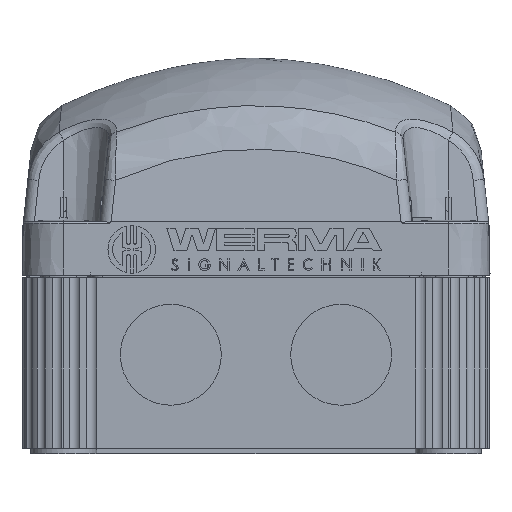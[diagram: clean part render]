
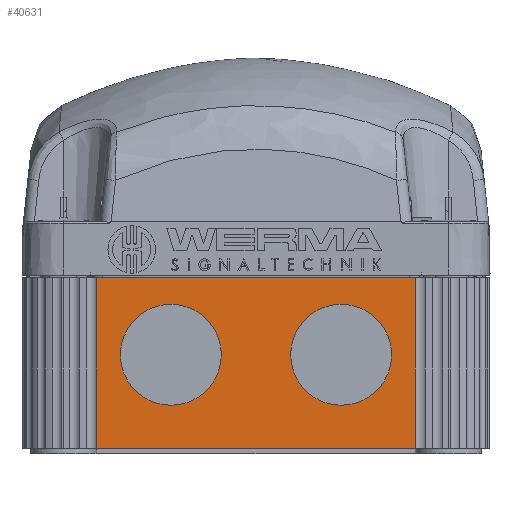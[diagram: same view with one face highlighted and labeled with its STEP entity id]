
A CAD part, front view. The second image highlights one B-rep face of the part: STEP entity #40631.
In plain terms, the highlighted planar face has unit normal (0, -1, 0).
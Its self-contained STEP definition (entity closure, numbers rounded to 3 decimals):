
#131=FACE_BOUND('',#5093,.T.);
#132=FACE_BOUND('',#5094,.T.);
#918=PLANE('',#43376);
#2923=FACE_OUTER_BOUND('',#5092,.T.);
#5092=EDGE_LOOP('',(#28719,#28720,#28721,#28722));
#5093=EDGE_LOOP('',(#28723,#28724));
#5094=EDGE_LOOP('',(#28725,#28726));
#7630=LINE('',#61082,#11639);
#7647=LINE('',#61157,#11656);
#7702=LINE('',#61350,#11711);
#7703=LINE('',#61351,#11712);
#11639=VECTOR('',#48320,31.);
#11656=VECTOR('',#48387,31.);
#11711=VECTOR('',#48598,57.987);
#11712=VECTOR('',#48599,57.987);
#15584=CIRCLE('',#43377,9.188);
#15585=CIRCLE('',#43378,9.188);
#15586=CIRCLE('',#43379,9.188);
#15587=CIRCLE('',#43380,9.188);
#17378=VERTEX_POINT('',#61078);
#17380=VERTEX_POINT('',#61081);
#17411=VERTEX_POINT('',#61151);
#17413=VERTEX_POINT('',#61155);
#17474=VERTEX_POINT('',#61352);
#17475=VERTEX_POINT('',#61353);
#17476=VERTEX_POINT('',#61356);
#17477=VERTEX_POINT('',#61357);
#21710=EDGE_CURVE('',#17380,#17378,#7630,.T.);
#21744=EDGE_CURVE('',#17411,#17413,#7647,.T.);
#21843=EDGE_CURVE('',#17380,#17413,#7702,.T.);
#21844=EDGE_CURVE('',#17378,#17411,#7703,.T.);
#21845=EDGE_CURVE('',#17474,#17475,#15584,.T.);
#21846=EDGE_CURVE('',#17475,#17474,#15585,.T.);
#21847=EDGE_CURVE('',#17476,#17477,#15586,.T.);
#21848=EDGE_CURVE('',#17477,#17476,#15587,.T.);
#28719=ORIENTED_EDGE('',*,*,#21744,.T.);
#28720=ORIENTED_EDGE('',*,*,#21843,.F.);
#28721=ORIENTED_EDGE('',*,*,#21710,.T.);
#28722=ORIENTED_EDGE('',*,*,#21844,.T.);
#28723=ORIENTED_EDGE('',*,*,#21845,.T.);
#28724=ORIENTED_EDGE('',*,*,#21846,.T.);
#28725=ORIENTED_EDGE('',*,*,#21847,.T.);
#28726=ORIENTED_EDGE('',*,*,#21848,.T.);
#40631=ADVANCED_FACE('',(#2923,#131,#132),#918,.F.);
#43376=AXIS2_PLACEMENT_3D('',#61349,#48596,#48597);
#43377=AXIS2_PLACEMENT_3D('',#61354,#48600,#48601);
#43378=AXIS2_PLACEMENT_3D('',#61355,#48602,#48603);
#43379=AXIS2_PLACEMENT_3D('',#61358,#48604,#48605);
#43380=AXIS2_PLACEMENT_3D('',#61359,#48606,#48607);
#48320=DIRECTION('',(0.,0.,-1.));
#48387=DIRECTION('',(0.,0.,1.));
#48596=DIRECTION('center_axis',(0.,1.,0.));
#48597=DIRECTION('ref_axis',(0.,0.,
1.));
#48598=DIRECTION('',(1.,0.,0.));
#48599=DIRECTION('',(1.,0.,0.));
#48600=DIRECTION('center_axis',(0.,1.,0.));
#48601=DIRECTION('ref_axis',(1.,0.,0.));
#48602=DIRECTION('center_axis',(0.,1.,0.));
#48603=DIRECTION('ref_axis',(1.,0.,0.));
#48604=DIRECTION('center_axis',(0.,1.,0.));
#48605=DIRECTION('ref_axis',(1.,0.,0.));
#48606=DIRECTION('center_axis',(0.,1.,0.));
#48607=DIRECTION('ref_axis',(1.,0.,0.));
#61078=CARTESIAN_POINT('',(-28.993,-42.5,-18.9));
#61081=CARTESIAN_POINT('',(-28.993,-42.5,12.1));
#61082=CARTESIAN_POINT('',(-28.993,-42.5,12.1));
#61151=CARTESIAN_POINT('',(28.993,-42.5,-18.9));
#61155=CARTESIAN_POINT('',(28.993,-42.5,12.1));
#61157=CARTESIAN_POINT('',(28.993,-42.5,-18.9));
#61349=CARTESIAN_POINT('Origin',(-35.,-42.5,-8.9));
#61350=CARTESIAN_POINT('',(-28.993,-42.5,12.1));
#61351=CARTESIAN_POINT('',(-28.993,-42.5,-18.9));
#61352=CARTESIAN_POINT('',(24.688,-42.5,-1.9));
#61353=CARTESIAN_POINT('',(6.312,-42.5,-1.9));
#61354=CARTESIAN_POINT('Origin',(15.5,-42.5,-1.9));
#61355=CARTESIAN_POINT('Origin',(15.5,-42.5,-1.9));
#61356=CARTESIAN_POINT('',(-6.312,-42.5,-1.9));
#61357=CARTESIAN_POINT('',(-24.688,-42.5,-1.9));
#61358=CARTESIAN_POINT('Origin',(-15.5,-42.5,-1.9));
#61359=CARTESIAN_POINT('Origin',(-15.5,-42.5,-1.9));
